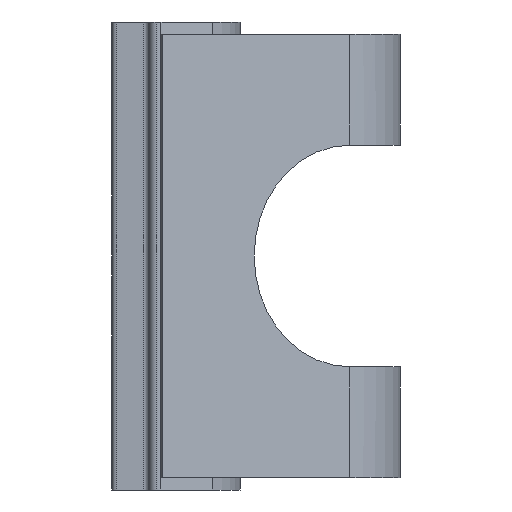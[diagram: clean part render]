
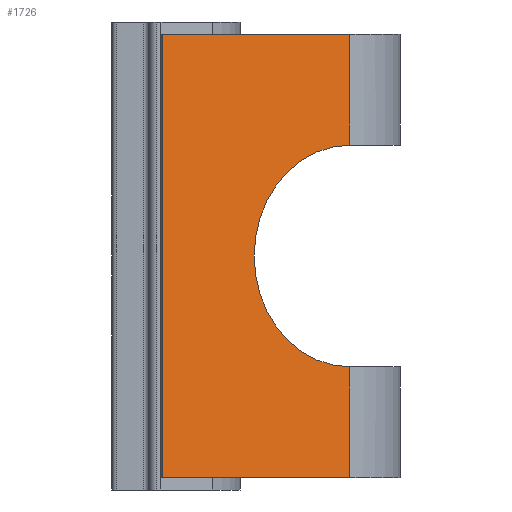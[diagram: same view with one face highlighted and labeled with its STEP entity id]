
A CAD part, left-side view. The second image highlights one B-rep face of the part: STEP entity #1726.
In plain terms, the highlighted planar face has unit normal (-0.866, -0.5, 0).
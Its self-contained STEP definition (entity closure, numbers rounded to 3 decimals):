
#17 = VERTEX_POINT ( 'NONE', #1514 ) ;
#55 = VERTEX_POINT ( 'NONE', #1452 ) ;
#81 = VERTEX_POINT ( 'NONE', #1507 ) ;
#83 = VERTEX_POINT ( 'NONE', #1525 ) ;
#89 = ORIENTED_EDGE ( 'NONE', *, *, #1754, .T. ) ;
#92 = ORIENTED_EDGE ( 'NONE', *, *, #1759, .F. ) ;
#96 = ORIENTED_EDGE ( 'NONE', *, *, #1757, .F. ) ;
#136 = ORIENTED_EDGE ( 'NONE', *, *, #1760, .T. ) ;
#150 = ORIENTED_EDGE ( 'NONE', *, *, #1579, .F. ) ;
#152 = ORIENTED_EDGE ( 'NONE', *, *, #1758, .F. ) ;
#224 = VECTOR ( 'NONE', #1552, 1000. ) ;
#956 = PLANE ( 'NONE',  #1282 ) ;
#957 = CARTESIAN_POINT ( 'NONE',  ( -7.019, -2.04, 9. ) ) ;
#958 = DIRECTION ( 'NONE',  ( 0.866, 0.5, 0. ) ) ;
#959 = DIRECTION ( 'NONE',  ( -0.5, 0.866, 0. ) ) ;
#1038 = CARTESIAN_POINT ( 'NONE',  ( -7.019, -2.04, 9. ) ) ;
#1039 = DIRECTION ( 'NONE',  ( 0., 0., -1. ) ) ;
#1044 = CARTESIAN_POINT ( 'NONE',  ( -2.614, -9.67, 0. ) ) ;
#1045 = DIRECTION ( 'NONE',  ( -0.866, -0.5, 0. ) ) ;
#1046 = DIRECTION ( 'NONE',  ( 0.5, -0.866, 0. ) ) ;
#1047 = CARTESIAN_POINT ( 'NONE',  ( -2.625, -9.65, 9. ) ) ;
#1048 = DIRECTION ( 'NONE',  ( 0., 0., -1. ) ) ;
#1049 = CARTESIAN_POINT ( 'NONE',  ( -7.019, -2.04, 9. ) ) ;
#1050 = DIRECTION ( 'NONE',  ( 0.5, -0.866, 0. ) ) ;
#1051 = CARTESIAN_POINT ( 'NONE',  ( -7.019, -2.04, -9. ) ) ;
#1052 = DIRECTION ( 'NONE',  ( 0.5, -0.866, 0. ) ) ;
#1138 = LINE ( 'NONE', #1546, #224 ) ;
#1282 = AXIS2_PLACEMENT_3D ( 'NONE', #957, #958, #959 ) ;
#1311 = CIRCLE ( 'NONE', #1315, 4.5 ) ;
#1312 = VECTOR ( 'NONE', #1039, 1000. ) ;
#1315 = AXIS2_PLACEMENT_3D ( 'NONE', #1044, #1045, #1046 ) ;
#1316 = VECTOR ( 'NONE', #1048, 1000. ) ;
#1317 = VECTOR ( 'NONE', #1050, 1000. ) ;
#1319 = VECTOR ( 'NONE', #1052, 1000. ) ;
#1371 = FACE_OUTER_BOUND ( 'NONE', #1447, .T. ) ;
#1397 = LINE ( 'NONE', #1038, #1312 ) ;
#1400 = LINE ( 'NONE', #1047, #1316 ) ;
#1401 = LINE ( 'NONE', #1049, #1317 ) ;
#1402 = LINE ( 'NONE', #1051, #1319 ) ;
#1417 = VERTEX_POINT ( 'NONE', #1461 ) ;
#1430 = VERTEX_POINT ( 'NONE', #1536 ) ;
#1447 = EDGE_LOOP ( 'NONE', ( #152, #96, #150, #92, #89, #136 ) ) ;
#1452 = CARTESIAN_POINT ( 'NONE',  ( -2.625, -9.65, 4.5 ) ) ;
#1461 = CARTESIAN_POINT ( 'NONE',  ( -2.625, -9.65, -9. ) ) ;
#1507 = CARTESIAN_POINT ( 'NONE',  ( -7.019, -2.04, -9. ) ) ;
#1514 = CARTESIAN_POINT ( 'NONE',  ( -7.019, -2.04, 9. ) ) ;
#1525 = CARTESIAN_POINT ( 'NONE',  ( -2.625, -9.65, -4.5 ) ) ;
#1536 = CARTESIAN_POINT ( 'NONE',  ( -2.625, -9.65, 9. ) ) ;
#1546 = CARTESIAN_POINT ( 'NONE',  ( -2.625, -9.65, 9. ) ) ;
#1552 = DIRECTION ( 'NONE',  ( 0., 0., -1. ) ) ;
#1579 = EDGE_CURVE ( 'NONE', #1430, #55, #1138, .T. ) ;
#1726 = ADVANCED_FACE ( 'NONE', ( #1371 ), #956, .F. ) ;
#1754 = EDGE_CURVE ( 'NONE', #17, #81, #1397, .T. ) ;
#1757 = EDGE_CURVE ( 'NONE', #55, #83, #1311, .T. ) ;
#1758 = EDGE_CURVE ( 'NONE', #83, #1417, #1400, .T. ) ;
#1759 = EDGE_CURVE ( 'NONE', #17, #1430, #1401, .T. ) ;
#1760 = EDGE_CURVE ( 'NONE', #81, #1417, #1402, .T. ) ;
